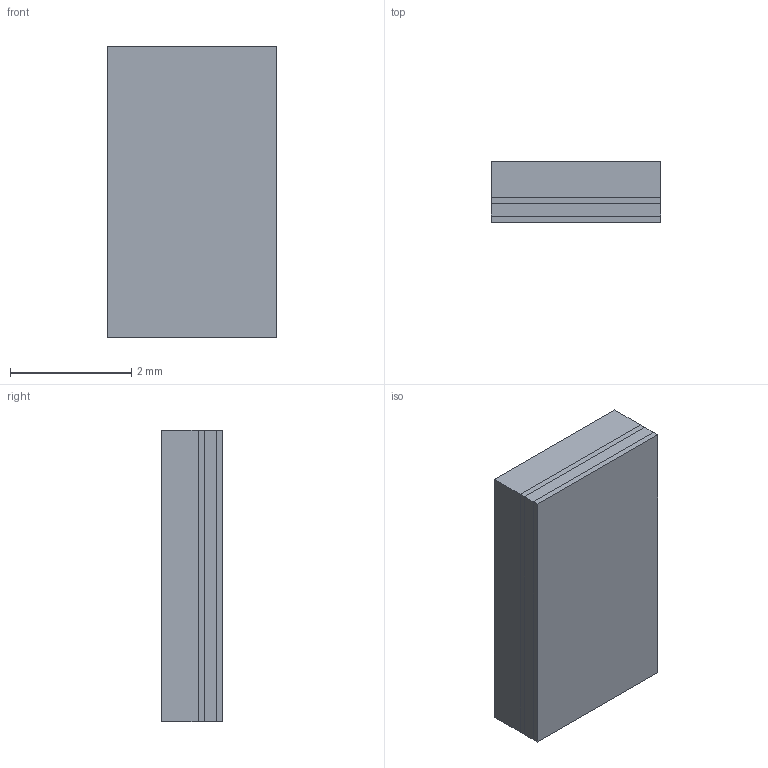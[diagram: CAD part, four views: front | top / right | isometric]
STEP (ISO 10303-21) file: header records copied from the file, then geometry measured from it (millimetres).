
FILE_DESCRIPTION (( 'STEP AP203' ), '1' );
FILE_NAME ('tof-set v2.STEP', '2022-08-29T11:23:35', ( '' ), ( '' ), 'SwSTEP 2.0', 'SolidWorks 2022', '' );
FILE_SCHEMA (( 'CONFIG_CONTROL_DESIGN' ));
Length unit declared in the file: centimetre
Products named in the file (7): _______1.step; tof-set v2; _______1-2.step; _______1-0.step; VL6180X v1 _1_.step; _______1-1.step; tof-set v2.step
Assembly tree (6 placements, depth 4):
  tof-set v2
    tof-set v2.step
      VL6180X v1 _1_.step
        _______1.step
        _______1-0.step
        _______1-1.step
        _______1-2.step
Bounding box: 2.8 x 1 x 4.8 mm (x, y, z)
Volume: 13.3 mm3; surface area: 123.8 mm2
Topology: 4 solids, 4 shells, 50 faces, 100 edges, 64 vertices
Faces by surface type: plane 30, cylinder 12, cone 8
Entity records: 2041 total; most frequent: DIRECTION 254, CARTESIAN_POINT 225, ORIENTED_EDGE 200, EDGE_CURVE 100, AXIS2_PLACEMENT_3D 93, LINE 68, VECTOR 68, VERTEX_POINT 64
